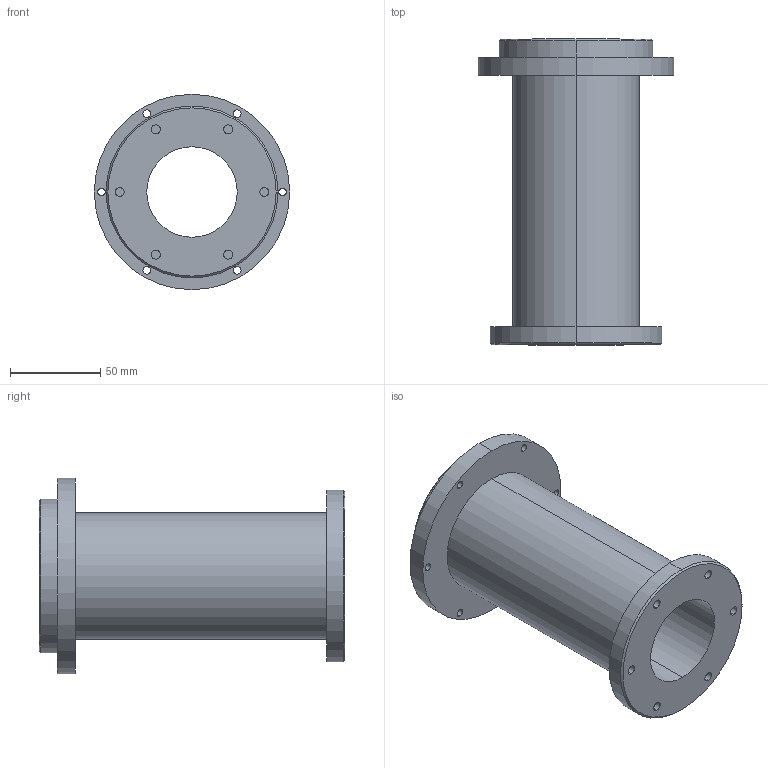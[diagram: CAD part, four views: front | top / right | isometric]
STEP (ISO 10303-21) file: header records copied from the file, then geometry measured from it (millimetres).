
FILE_DESCRIPTION (( 'STEP AP203' ), '1' );
FILE_NAME ('2303099.STEP', '2024-01-08T02:58:57', ( '' ), ( '' ), 'SwSTEP 2.0', 'SolidWorks 2022', '' );
FILE_SCHEMA (( 'CONFIG_CONTROL_DESIGN' ));
Length unit declared in the file: millimetre
Products named in the file (1): 2303099
Bounding box: 108 x 169 x 108 mm (x, y, z)
Volume: 413777.5 mm3; surface area: 89713.7 mm2
Topology: 1 solids, 1 shells, 72 faces, 180 edges, 108 vertices
Faces by surface type: cylinder 48, cone 18, plane 6
Entity records: 2227 total; most frequent: DIRECTION 416, CARTESIAN_POINT 349, ORIENTED_EDGE 336, AXIS2_PLACEMENT_3D 175, EDGE_CURVE 168, VERTEX_POINT 108, EDGE_LOOP 108, CIRCLE 102
